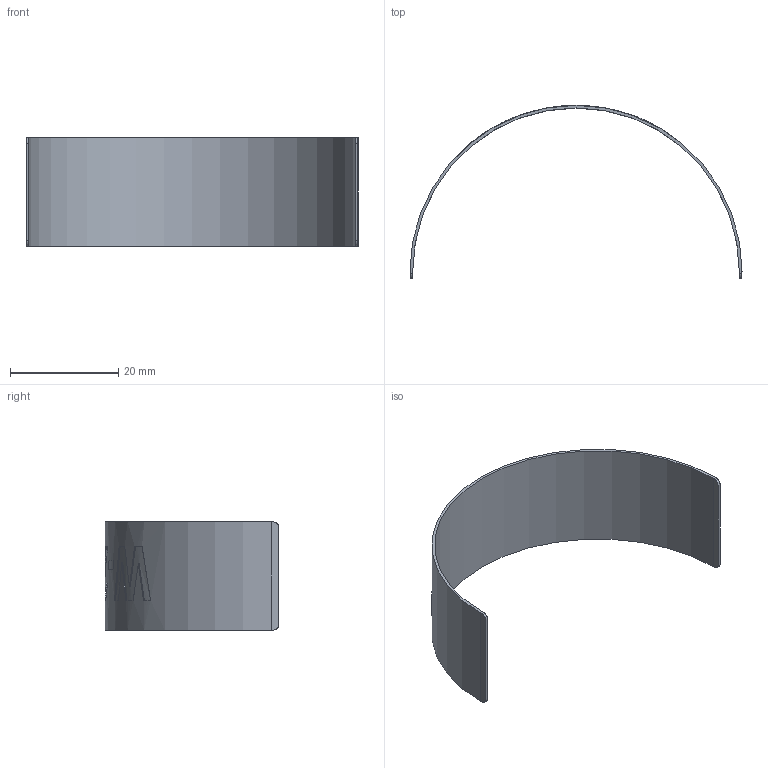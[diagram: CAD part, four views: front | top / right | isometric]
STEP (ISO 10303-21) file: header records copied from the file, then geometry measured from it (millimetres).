
FILE_DESCRIPTION (( 'STEP AP203' ), '1' );
FILE_NAME ('3435-50-210-04_REV_.step', '2025-11-20T01:02:19', ( '' ), ( '' ), 'SwSTEP 2.0', 'SolidWorks 2025', '' );
FILE_SCHEMA (( 'CONFIG_CONTROL_DESIGN' ));
Length unit declared in the file: millimetre
Products named in the file (1): 3435-50-210-04_REV_
Bounding box: 61.4 x 32.04 x 20 mm (x, y, z)
Volume: 960 mm3; surface area: 4089.8 mm2
Topology: 1 solids, 1 shells, 70 faces, 186 edges, 124 vertices
Faces by surface type: bspline 33, plane 21, cylinder 16
Entity records: 9191 total; most frequent: CARTESIAN_POINT 7660, ORIENTED_EDGE 372, EDGE_CURVE 186, DIRECTION 181, VERTEX_POINT 124, B_SPLINE_CURVE_WITH_KNOTS 115, EDGE_LOOP 76, AXIS2_PLACEMENT_3D 72
